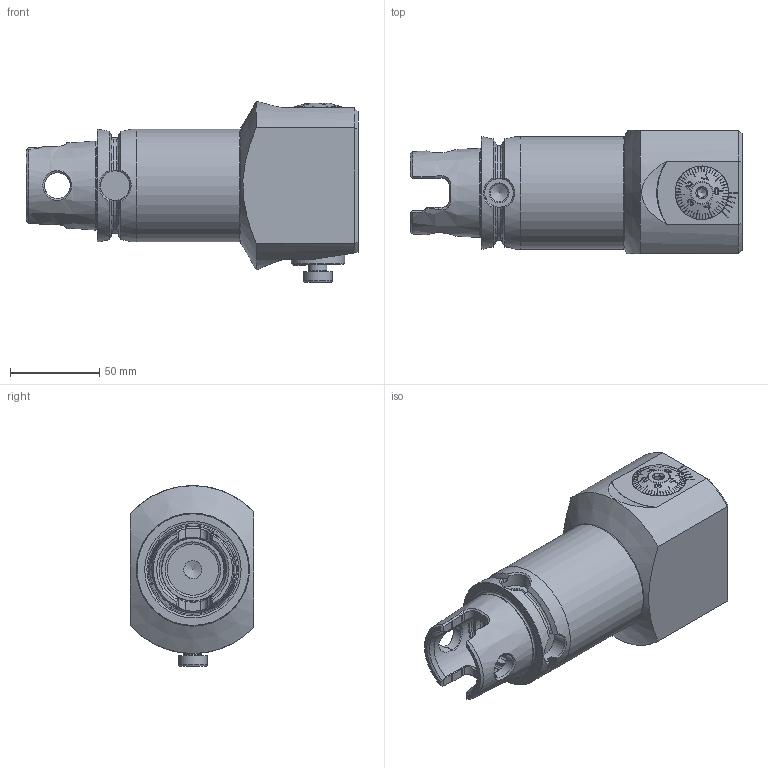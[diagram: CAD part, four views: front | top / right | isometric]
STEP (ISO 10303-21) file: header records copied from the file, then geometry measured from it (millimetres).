
FILE_DESCRIPTION (( 'STEP AP214' ), '1' );
FILE_NAME ('KU6.F94.AA4.150.STEP', '2020-08-12T09:58:21', ( '' ), ( '' ), 'SwSTEP 2.0', 'SolidWorks 2017', '' );
FILE_SCHEMA (( 'AUTOMOTIVE_DESIGN' ));
Length unit declared in the file: millimetre
Products named in the file (15): F55-BG1.012.012_A; A55-BG3.011.033_A_gek〉zt; F94-BG1.DA3.030_A; DIN 3771 - 25x1.5; KU6-F94.AA3.150_A_bohrungen gef〕lt; DIN 7984 - M10 x 16; A55-BG2.011.016_D; ISO 4026 - M10 x 16; Klebstoff D10; A55-BG2.012.006_B; KU6.F94.AA4.150; A55-BG2.013.005_C; F94-BG2.014.024_B_Fertig mit Gewinde; WCB-ER2.001.009_A; F94-BG1.AA4.030
Assembly tree (14 placements, depth 3):
  KU6.F94.AA4.150
    KU6-F94.AA3.150_A_bohrungen gef〕lt
    F94-BG1.AA4.030
      F94-BG1.DA3.030_A
      F55-BG1.012.012_A
      A55-BG2.011.016_D
      A55-BG2.012.006_B
      A55-BG2.013.005_C
      DIN 3771 - 25x1.5
      F94-BG2.014.024_B_Fertig mit Gewinde
    A55-BG3.011.033_A_gek〉zt
    WCB-ER2.001.009_A
    Klebstoff D10
    ISO 4026 - M10 x 16
    DIN 7984 - M10 x 16
Bounding box: 185.95 x 69 x 101.15 mm (x, y, z)
Volume: 613705.6 mm3; surface area: 89624.3 mm2
Topology: 13 solids, 13 shells, 720 faces, 1911 edges, 1233 vertices
Faces by surface type: plane 348, cone 137, cylinder 110, bspline 87, torus 37, sphere 1
Full cylindrical faces by diameter (mm): 2.5 x3, 3.3 x2, 4 x1, 4.2 x5, 5 x1, 5.25 x1, 8 x2, 8.5 x2, 9.95 x1, 10 x4, 10.1 x1, 10.2 x1, 11.4 x1, 11.5 x1, 11.6 x1, 11.95 x1, 12 x4, 12.1 x1, 12.4 x1, 13 x1, 14 x2, 14.5 x2, 16 x1, 16.055 x2, 16.55 x2, 18 x1, 20 x1, 22 x1, 25 x3, 29.9 x1
Entity records: 34600 total; most frequent: CARTESIAN_POINT 15271, ORIENTED_EDGE 3430, DIRECTION 2615, EDGE_CURVE 1715, VERTEX_POINT 1179, AXIS2_PLACEMENT_3D 1032, EDGE_LOOP 904, FACE_OUTER_BOUND 809
